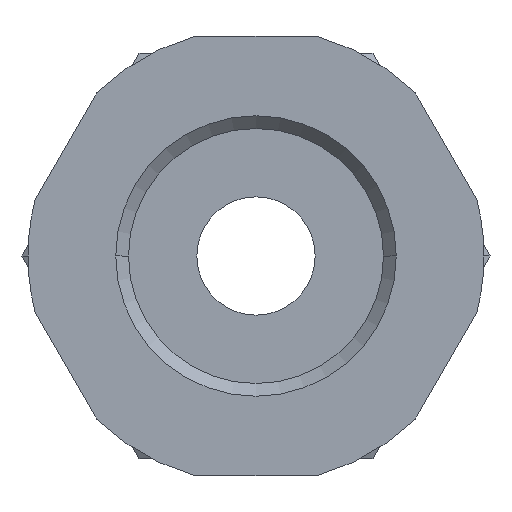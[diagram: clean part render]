
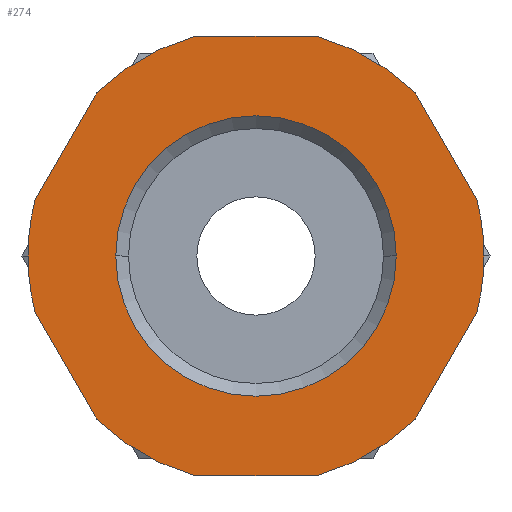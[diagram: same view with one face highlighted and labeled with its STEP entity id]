
A CAD part, front view. The second image highlights one B-rep face of the part: STEP entity #274.
In plain terms, the highlighted planar face has unit normal (0, -1, 0).
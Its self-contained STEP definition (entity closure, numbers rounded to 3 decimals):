
#274=ADVANCED_FACE('',(#573,#574),#575,.T.);
#573=FACE_BOUND('',#888,.T.);
#574=FACE_OUTER_BOUND('',#889,.T.);
#575=PLANE('',#890);
#888=EDGE_LOOP('',(#1575,#1576));
#889=EDGE_LOOP('',(#1577,#1578,#1579,#1580,#1581,#1582,#1583,#1584,#1585,#1586,#1587,#1588,#1589,#1590));
#890=AXIS2_PLACEMENT_3D('',#1591,#1592,#1593);
#1575=ORIENTED_EDGE('',*,*,#1877,.T.);
#1576=ORIENTED_EDGE('',*,*,#2009,.T.);
#1577=ORIENTED_EDGE('',*,*,#1898,.T.);
#1578=ORIENTED_EDGE('',*,*,#1903,.F.);
#1579=ORIENTED_EDGE('',*,*,#1786,.T.);
#1580=ORIENTED_EDGE('',*,*,#1990,.F.);
#1581=ORIENTED_EDGE('',*,*,#2049,.T.);
#1582=ORIENTED_EDGE('',*,*,#1805,.F.);
#1583=ORIENTED_EDGE('',*,*,#2005,.F.);
#1584=ORIENTED_EDGE('',*,*,#1839,.T.);
#1585=ORIENTED_EDGE('',*,*,#1945,.F.);
#1586=ORIENTED_EDGE('',*,*,#1820,.T.);
#1587=ORIENTED_EDGE('',*,*,#2050,.F.);
#1588=ORIENTED_EDGE('',*,*,#2051,.T.);
#1589=ORIENTED_EDGE('',*,*,#2023,.F.);
#1590=ORIENTED_EDGE('',*,*,#1968,.F.);
#1591=CARTESIAN_POINT('',(6.75,0.0,0.0));
#1592=DIRECTION('',(-0.0,-1.0,-0.0));
#1593=DIRECTION('',(-1.0,0.0,0.0));
#1786=EDGE_CURVE('',#2106,#2103,#2107,.T.);
#1805=EDGE_CURVE('',#2136,#2139,#2140,.T.);
#1820=EDGE_CURVE('',#2166,#2163,#2167,.T.);
#1839=EDGE_CURVE('',#2198,#2195,#2199,.T.);
#1877=EDGE_CURVE('',#2261,#2259,#2262,.T.);
#1898=EDGE_CURVE('',#2294,#2291,#2295,.T.);
#1903=EDGE_CURVE('',#2106,#2291,#2301,.T.);
#1945=EDGE_CURVE('',#2166,#2195,#2357,.T.);
#1968=EDGE_CURVE('',#2294,#2381,#2384,.T.);
#1990=EDGE_CURVE('',#2416,#2103,#2418,.T.);
#2005=EDGE_CURVE('',#2198,#2136,#2433,.T.);
#2009=EDGE_CURVE('',#2259,#2261,#2437,.T.);
#2023=EDGE_CURVE('',#2381,#2451,#2452,.T.);
#2049=EDGE_CURVE('',#2416,#2139,#2485,.T.);
#2050=EDGE_CURVE('',#2486,#2163,#2487,.T.);
#2051=EDGE_CURVE('',#2486,#2451,#2488,.T.);
#2103=VERTEX_POINT('',#2545);
#2106=VERTEX_POINT('',#2549);
#2107=LINE('',#2550,#2551);
#2136=VERTEX_POINT('',#2586);
#2139=VERTEX_POINT('',#2590);
#2140=CIRCLE('',#2591,13.5);
#2163=VERTEX_POINT('',#2619);
#2166=VERTEX_POINT('',#2623);
#2167=LINE('',#2624,#2625);
#2195=VERTEX_POINT('',#2671);
#2198=VERTEX_POINT('',#2675);
#2199=LINE('',#2676,#2677);
#2259=VERTEX_POINT('',#2846);
#2261=VERTEX_POINT('',#2849);
#2262=CIRCLE('',#2850,8.305);
#2291=VERTEX_POINT('',#2882);
#2294=VERTEX_POINT('',#2886);
#2295=LINE('',#2887,#2888);
#2301=CIRCLE('',#2896,13.5);
#2357=CIRCLE('',#3022,13.5);
#2381=VERTEX_POINT('',#3062);
#2384=CIRCLE('',#3066,13.5);
#2416=VERTEX_POINT('',#3102);
#2418=CIRCLE('',#3105,13.5);
#2433=CIRCLE('',#3157,13.5);
#2437=CIRCLE('',#3161,8.305);
#2451=VERTEX_POINT('',#3188);
#2452=CIRCLE('',#3189,13.5);
#2485=LINE('',#3233,#3234);
#2486=VERTEX_POINT('',#3235);
#2487=CIRCLE('',#3236,13.5);
#2488=LINE('',#3237,#3238);
#2545=CARTESIAN_POINT('',(3.64,0.0,-13.0));
#2549=CARTESIAN_POINT('',(-3.64,0.0,-13.0));
#2550=CARTESIAN_POINT('',(3.375,0.0,-13.0));
#2551=VECTOR('',#3325,1.0);
#2586=CARTESIAN_POINT('',(13.5,0.0,0.));
#2590=CARTESIAN_POINT('',(13.078,0.0,-3.348));
#2591=AXIS2_PLACEMENT_3D('',#3354,#3355,#3356);
#2619=CARTESIAN_POINT('',(-3.64,0.0,13.0));
#2623=CARTESIAN_POINT('',(3.64,0.0,13.0));
#2624=CARTESIAN_POINT('',(3.375,0.0,13.0));
#2625=VECTOR('',#3378,1.0);
#2671=CARTESIAN_POINT('',(9.438,0.0,9.652));
#2675=CARTESIAN_POINT('',(13.078,0.0,3.348));
#2676=CARTESIAN_POINT('',(12.102,0.0,5.039));
#2677=VECTOR('',#3402,1.0);
#2846=CARTESIAN_POINT('',(8.305,0.0,0.));
#2849=CARTESIAN_POINT('',(-8.305,0.0,0.));
#2850=AXIS2_PLACEMENT_3D('',#3441,#3442,#3443);
#2882=CARTESIAN_POINT('',(-9.438,0.0,-9.652));
#2886=CARTESIAN_POINT('',(-13.078,0.0,-3.348));
#2887=CARTESIAN_POINT('',(-10.415,0.0,-7.961));
#2888=VECTOR('',#3481,1.0);
#2896=AXIS2_PLACEMENT_3D('',#3487,#3488,#3489);
#3022=AXIS2_PLACEMENT_3D('',#3551,#3552,#3553);
#3062=CARTESIAN_POINT('',(-13.5,0.0,0.));
#3066=AXIS2_PLACEMENT_3D('',#3587,#3588,#3589);
#3102=CARTESIAN_POINT('',(9.438,0.0,-9.652));
#3105=AXIS2_PLACEMENT_3D('',#3625,#3626,#3627);
#3157=AXIS2_PLACEMENT_3D('',#3635,#3636,#3637);
#3161=AXIS2_PLACEMENT_3D('',#3641,#3642,#3643);
#3188=CARTESIAN_POINT('',(-13.078,0.0,3.348));
#3189=AXIS2_PLACEMENT_3D('',#3649,#3650,#3651);
#3233=CARTESIAN_POINT('',(12.102,0.0,-5.039));
#3234=VECTOR('',#3681,1.0);
#3235=CARTESIAN_POINT('',(-9.438,0.0,9.652));
#3236=AXIS2_PLACEMENT_3D('',#3682,#3683,#3684);
#3237=CARTESIAN_POINT('',(-10.415,0.0,7.961));
#3238=VECTOR('',#3685,1.0);
#3325=DIRECTION('',(1.0,-0.0,0.0));
#3354=CARTESIAN_POINT('',(0.0,0.0,0.0));
#3355=DIRECTION('',(-0.0,1.0,0.0));
#3356=DIRECTION('',(1.0,0.0,0.0));
#3378=DIRECTION('',(-1.0,0.0,0.));
#3402=DIRECTION('',(-0.5,0.0,0.866));
#3441=CARTESIAN_POINT('',(0.0,0.0,0.0));
#3442=DIRECTION('',(-0.0,1.0,0.0));
#3443=DIRECTION('',(1.0,0.0,0.0));
#3481=DIRECTION('',(0.5,0.0,-0.866));
#3487=CARTESIAN_POINT('',(0.0,0.0,0.0));
#3488=DIRECTION('',(-0.0,1.0,0.0));
#3489=DIRECTION('',(1.0,0.0,0.0));
#3551=CARTESIAN_POINT('',(0.0,0.0,0.0));
#3552=DIRECTION('',(-0.0,1.0,0.0));
#3553=DIRECTION('',(1.0,0.0,0.0));
#3587=CARTESIAN_POINT('',(0.0,0.0,0.0));
#3588=DIRECTION('',(-0.0,1.0,0.0));
#3589=DIRECTION('',(1.0,0.0,0.0));
#3625=CARTESIAN_POINT('',(0.0,0.0,0.0));
#3626=DIRECTION('',(-0.0,1.0,0.0));
#3627=DIRECTION('',(1.0,0.0,0.0));
#3635=CARTESIAN_POINT('',(0.0,0.0,0.0));
#3636=DIRECTION('',(-0.0,1.0,0.0));
#3637=DIRECTION('',(1.0,0.0,0.0));
#3641=CARTESIAN_POINT('',(0.0,0.0,0.0));
#3642=DIRECTION('',(-0.0,1.0,0.0));
#3643=DIRECTION('',(1.0,0.0,0.0));
#3649=CARTESIAN_POINT('',(0.0,0.0,0.0));
#3650=DIRECTION('',(-0.0,1.0,0.0));
#3651=DIRECTION('',(1.0,0.0,0.0));
#3681=DIRECTION('',(0.5,-0.0,0.866));
#3682=CARTESIAN_POINT('',(0.0,0.0,0.0));
#3683=DIRECTION('',(-0.0,1.0,0.0));
#3684=DIRECTION('',(1.0,0.0,0.0));
#3685=DIRECTION('',(-0.5,0.0,-0.866));
